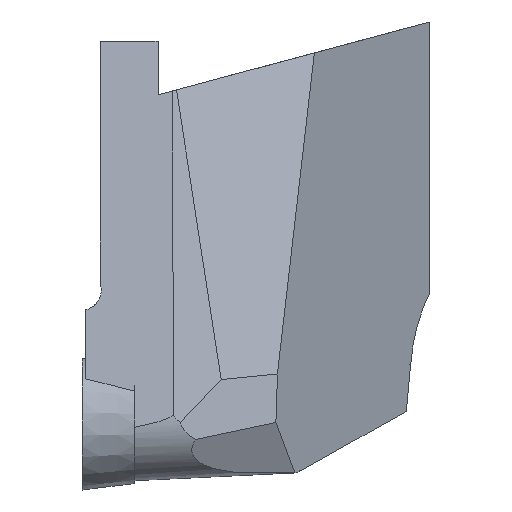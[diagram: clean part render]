
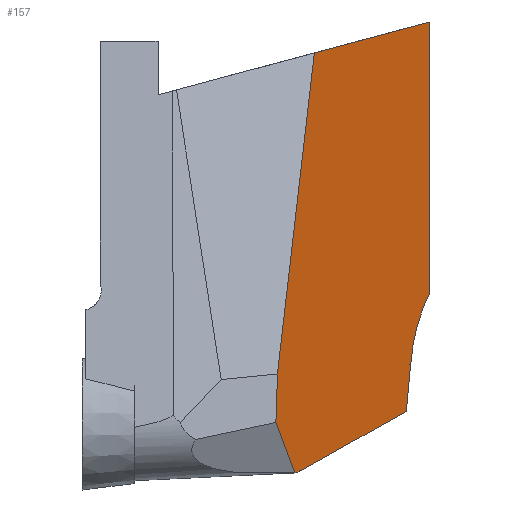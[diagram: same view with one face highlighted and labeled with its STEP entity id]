
A CAD part, left-side view. The second image highlights one B-rep face of the part: STEP entity #157.
In plain terms, the highlighted planar face has unit normal (-0.454, -0.891, 0).
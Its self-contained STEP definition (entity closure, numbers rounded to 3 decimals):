
#157=ADVANCED_FACE('',(#213),#192,.F.);
#192=PLANE('',#722);
#213=FACE_OUTER_BOUND('',#236,.T.);
#236=EDGE_LOOP('',(#293,#294,#295,#296,#297,#298,#299,#300,#301));
#283=ELLIPSE('',#720,7.823,6.8);
#284=ELLIPSE('',#721,17.957,16.);
#293=ORIENTED_EDGE('',*,*,#497,.F.);
#294=ORIENTED_EDGE('',*,*,#498,.T.);
#295=ORIENTED_EDGE('',*,*,#499,.T.);
#296=ORIENTED_EDGE('',*,*,#500,.F.);
#297=ORIENTED_EDGE('',*,*,#501,.T.);
#298=ORIENTED_EDGE('',*,*,#502,.F.);
#299=ORIENTED_EDGE('',*,*,#503,.F.);
#300=ORIENTED_EDGE('',*,*,#504,.F.);
#301=ORIENTED_EDGE('',*,*,#505,.F.);
#443=VERTEX_POINT('',#987);
#444=VERTEX_POINT('',#988);
#445=VERTEX_POINT('',#990);
#446=VERTEX_POINT('',#992);
#447=VERTEX_POINT('',#994);
#448=VERTEX_POINT('',#996);
#449=VERTEX_POINT('',#998);
#450=VERTEX_POINT('',#1000);
#451=VERTEX_POINT('',#1002);
#497=EDGE_CURVE('',#443,#444,#572,.T.);
#498=EDGE_CURVE('',#443,#445,#283,.T.);
#499=EDGE_CURVE('',#445,#446,#573,.T.);
#500=EDGE_CURVE('',#447,#446,#574,.T.);
#501=EDGE_CURVE('',#447,#448,#284,.T.);
#502=EDGE_CURVE('',#449,#448,#575,.T.);
#503=EDGE_CURVE('',#450,#449,#576,.T.);
#504=EDGE_CURVE('',#451,#450,#577,.T.);
#505=EDGE_CURVE('',#444,#451,#578,.T.);
#572=LINE('',#986,#615);
#573=LINE('',#991,#616);
#574=LINE('',#993,#617);
#575=LINE('',#997,#618);
#576=LINE('',#999,#619);
#577=LINE('',#1001,#620);
#578=LINE('',#1003,#621);
#615=VECTOR('',#797,1.);
#616=VECTOR('',#800,1.);
#617=VECTOR('',#801,1.);
#618=VECTOR('',#804,1.);
#619=VECTOR('',#805,1.);
#620=VECTOR('',#806,1.);
#621=VECTOR('',#807,1.);
#720=AXIS2_PLACEMENT_3D('',#989,#798,#799);
#721=AXIS2_PLACEMENT_3D('',#995,#802,#803);
#722=AXIS2_PLACEMENT_3D('',#1004,#808,#809);
#797=DIRECTION('',(-0.567,0.289,0.772));
#798=DIRECTION('',(-0.454,-0.891,0.));
#799=DIRECTION('',(0.887,-0.452,0.097));
#800=DIRECTION('',(0.863,-0.44,0.247));
#801=DIRECTION('',(-0.173,0.088,-0.981));
#802=DIRECTION('',(0.454,0.891,0.));
#803=DIRECTION('',(0.891,-0.454,0.));
#804=DIRECTION('',(0.,0.,-1.));
#805=DIRECTION('',(0.884,-0.451,0.121));
#806=DIRECTION('',(0.219,-0.112,0.969));
#807=DIRECTION('',(0.064,-0.032,0.997));
#808=DIRECTION('',(0.454,0.891,0.));
#809=DIRECTION('',(0.891,-0.454,0.));
#986=CARTESIAN_POINT('',(-64.07,-17.546,-29.739));
#987=CARTESIAN_POINT('',(-52.173,-23.608,-45.932));
#988=CARTESIAN_POINT('',(-56.673,-21.315,-39.808));
#989=CARTESIAN_POINT('',(-52.597,-23.391,-39.148));
#990=CARTESIAN_POINT('',(-50.809,-24.303,-45.68));
#991=CARTESIAN_POINT('',(-71.901,-13.556,-51.721));
#992=CARTESIAN_POINT('',(-25.568,-37.163,-38.452));
#993=CARTESIAN_POINT('',(-25.895,-36.997,-40.302));
#994=CARTESIAN_POINT('',(-24.558,-37.678,-32.722));
#995=CARTESIAN_POINT('',(-8.801,-45.707,-35.5));
#996=CARTESIAN_POINT('',(-20.001,-40.,-24.074));
#997=CARTESIAN_POINT('',(-20.001,-40.,-47.6));
#998=CARTESIAN_POINT('',(-20.001,-40.,8.842));
#999=CARTESIAN_POINT('',(-82.586,-8.112,0.298));
#1000=CARTESIAN_POINT('',(-47.491,-25.993,5.089));
#1001=CARTESIAN_POINT('',(-44.569,-27.482,18.03));
#1002=CARTESIAN_POINT('',(-56.296,-21.507,-33.91));
#1003=CARTESIAN_POINT('',(-53.255,-23.056,13.717));
#1004=CARTESIAN_POINT('',(-20.001,-40.,11.042));
